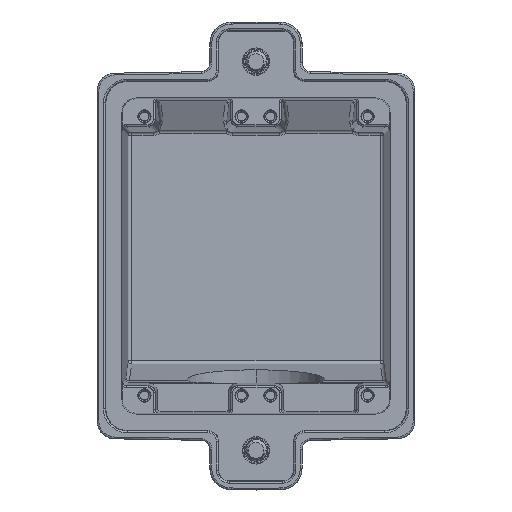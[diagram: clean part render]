
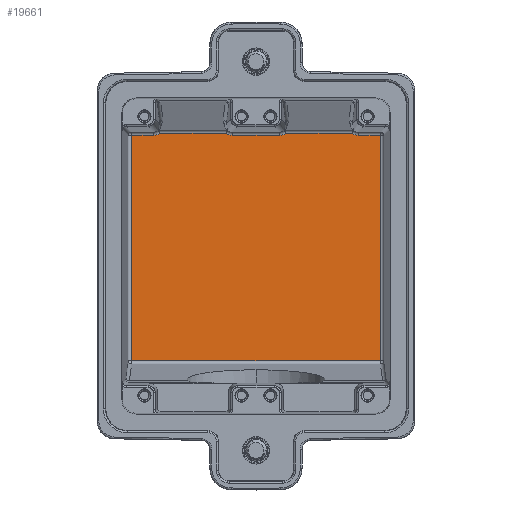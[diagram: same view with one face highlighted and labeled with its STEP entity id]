
A CAD part, front view. The second image highlights one B-rep face of the part: STEP entity #19661.
In plain terms, the highlighted planar face has unit normal (0, -1, 0).
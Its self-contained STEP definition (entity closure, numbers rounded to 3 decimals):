
#2056=DIRECTION('',(0.,0.,1.));
#2057=VECTOR('',#2056,62.516);
#2058=CARTESIAN_POINT('',(-34.574,132.,-29.031));
#2059=LINE('',#2058,#2057);
#2064=CARTESIAN_POINT('',(-26.69,132.,34.081));
#2065=CARTESIAN_POINT('',(-26.864,132.,33.952));
#2066=CARTESIAN_POINT('',(-27.23,132.,33.736));
#2067=CARTESIAN_POINT('',(-27.845,132.,33.531));
#2068=CARTESIAN_POINT('',(-28.268,132.,33.486));
#2069=CARTESIAN_POINT('',(-28.484,132.,33.485));
#2071=CARTESIAN_POINT('',(-6.516,132.,33.485));
#2072=CARTESIAN_POINT('',(-6.732,132.,33.486));
#2073=CARTESIAN_POINT('',(-7.155,132.,33.531));
#2074=CARTESIAN_POINT('',(-7.77,132.,33.736));
#2075=CARTESIAN_POINT('',(-8.136,132.,33.952));
#2076=CARTESIAN_POINT('',(-8.31,132.,34.081));
#2078=CARTESIAN_POINT('',(8.31,132.,34.081));
#2079=CARTESIAN_POINT('',(8.136,132.,33.952));
#2080=CARTESIAN_POINT('',(7.77,132.,33.736));
#2081=CARTESIAN_POINT('',(7.155,132.,33.531));
#2082=CARTESIAN_POINT('',(6.732,132.,33.486));
#2083=CARTESIAN_POINT('',(6.516,132.,33.485));
#2085=CARTESIAN_POINT('',(28.484,131.999,36.484));
#2086=DIRECTION('',(0.,1.,0.));
#2087=DIRECTION('',(0.,0.,-1.));
#2088=AXIS2_PLACEMENT_3D('',#2085,#2086,#2087);
#2094=DIRECTION('',(0.,0.,-1.));
#2095=VECTOR('',#2094,62.516);
#2096=CARTESIAN_POINT('',(34.574,132.,33.485));
#2097=LINE('',#2096,#2095);
#2750=DIRECTION('',(-1.,0.,0.));
#2751=VECTOR('',#2750,69.148);
#2752=CARTESIAN_POINT('',(34.574,132.,-29.031));
#2753=LINE('',#2752,#2751);
#2956=DIRECTION('',(1.,0.,0.));
#2957=VECTOR('',#2956,18.38);
#2958=CARTESIAN_POINT('',(8.31,132.,34.081));
#2959=LINE('',#2958,#2957);
#2975=DIRECTION('',(1.,0.,0.));
#2976=VECTOR('',#2975,13.031);
#2977=CARTESIAN_POINT('',(-6.516,132.,33.485));
#2978=LINE('',#2977,#2976);
#2998=DIRECTION('',(1.,0.,0.));
#2999=VECTOR('',#2998,18.38);
#3000=CARTESIAN_POINT('',(-26.69,132.,34.081));
#3001=LINE('',#3000,#2999);
#3035=DIRECTION('',(1.,0.,0.));
#3036=VECTOR('',#3035,6.09);
#3037=CARTESIAN_POINT('',(-34.574,132.,33.485));
#3038=LINE('',#3037,#3036);
#3759=DIRECTION('',(1.,0.,0.));
#3760=VECTOR('',#3759,6.09);
#3761=CARTESIAN_POINT('',(28.484,132.,33.485));
#3762=LINE('',#3761,#3760);
#14798=CARTESIAN_POINT('',(-26.69,132.,
34.081));
#14800=VERTEX_POINT('',#14798);
#14803=CARTESIAN_POINT('',(-28.484,132.,
33.485));
#14804=VERTEX_POINT('',#14803);
#14816=CARTESIAN_POINT('',(-8.31,132.,
34.081));
#14817=VERTEX_POINT('',#14816);
#14844=CARTESIAN_POINT('',(-6.516,132.,
33.485));
#14845=VERTEX_POINT('',#14844);
#14846=CARTESIAN_POINT('',(6.516,132.,33.485));
#14847=VERTEX_POINT('',#14846);
#14848=CARTESIAN_POINT('',(8.31,132.,34.081));
#14850=VERTEX_POINT('',#14848);
#14853=CARTESIAN_POINT('',(26.69,132.,34.081));
#14855=VERTEX_POINT('',#14853);
#14856=CARTESIAN_POINT('',(28.484,132.,33.485));
#14857=VERTEX_POINT('',#14856);
#14861=CARTESIAN_POINT('',(34.574,132.,33.485));
#14863=VERTEX_POINT('',#14861);
#14930=CARTESIAN_POINT('',(-34.574,132.,33.485));
#14931=VERTEX_POINT('',#14930);
#14932=CARTESIAN_POINT('',(34.574,132.,-29.031));
#14933=VERTEX_POINT('',#14932);
#14934=CARTESIAN_POINT('',(-34.574,132.,-29.031));
#14935=VERTEX_POINT('',#14934);
#19631=CARTESIAN_POINT('',(0.,132.,2.525));
#19632=DIRECTION('',(0.,1.,0.));
#19633=DIRECTION('',(0.,0.,1.));
#19634=AXIS2_PLACEMENT_3D('',#19631,#19632,#19633);
#19635=PLANE('',#19634);
#19637=ORIENTED_EDGE('',*,*,#19636,.T.);
#19639=ORIENTED_EDGE('',*,*,#19638,.T.);
#19640=ORIENTED_EDGE('',*,*,#19622,.T.);
#19642=ORIENTED_EDGE('',*,*,#19641,.T.);
#19644=ORIENTED_EDGE('',*,*,#19643,.F.);
#19646=ORIENTED_EDGE('',*,*,#19645,.T.);
#19648=ORIENTED_EDGE('',*,*,#19647,.F.);
#19650=ORIENTED_EDGE('',*,*,#19649,.T.);
#19652=ORIENTED_EDGE('',*,*,#19651,.F.);
#19654=ORIENTED_EDGE('',*,*,#19653,.T.);
#19656=ORIENTED_EDGE('',*,*,#19655,.F.);
#19658=ORIENTED_EDGE('',*,*,#19657,.T.);
#19659=EDGE_LOOP('',(#19637,#19639,#19640,#19642,#19644,#19646,#19648,#19650,
#19652,#19654,#19656,#19658));
#19660=FACE_OUTER_BOUND('',#19659,.F.);
#19661=ADVANCED_FACE('',(#19660),#19635,.F.);
#2070=B_SPLINE_CURVE_WITH_KNOTS('',3,(#2064,#2065,#2066,#2067,#2068,#2069),
.UNSPECIFIED.,.F.,.F.,(4,1,1,4),(0.,0.333,0.667,1.),
.UNSPECIFIED.);
#2077=B_SPLINE_CURVE_WITH_KNOTS('',3,(#2071,#2072,#2073,#2074,#2075,#2076),
.UNSPECIFIED.,.F.,.F.,(4,1,1,4),(0.,0.333,0.667,1.),
.UNSPECIFIED.);
#2084=B_SPLINE_CURVE_WITH_KNOTS('',3,(#2078,#2079,#2080,#2081,#2082,#2083),
.UNSPECIFIED.,.F.,.F.,(4,1,1,4),(0.,0.333,0.667,1.),
.UNSPECIFIED.);
#2089=CIRCLE('',#2088,2.999);
#19622=EDGE_CURVE('',#14935,#14931,#2059,.T.);
#19636=EDGE_CURVE('',#14863,#14933,#2097,.T.);
#19638=EDGE_CURVE('',#14933,#14935,#2753,.T.);
#19641=EDGE_CURVE('',#14931,#14804,#3038,.T.);
#19643=EDGE_CURVE('',#14800,#14804,#2070,.T.);
#19645=EDGE_CURVE('',#14800,#14817,#3001,.T.);
#19647=EDGE_CURVE('',#14845,#14817,#2077,.T.);
#19649=EDGE_CURVE('',#14845,#14847,#2978,.T.);
#19651=EDGE_CURVE('',#14850,#14847,#2084,.T.);
#19653=EDGE_CURVE('',#14850,#14855,#2959,.T.);
#19655=EDGE_CURVE('',#14857,#14855,#2089,.T.);
#19657=EDGE_CURVE('',#14857,#14863,#3762,.T.);
